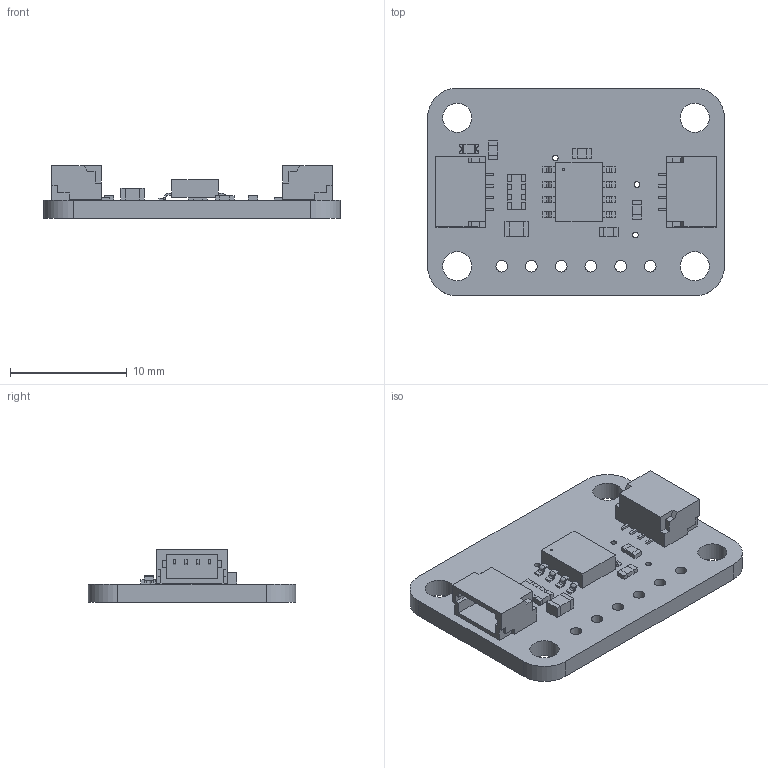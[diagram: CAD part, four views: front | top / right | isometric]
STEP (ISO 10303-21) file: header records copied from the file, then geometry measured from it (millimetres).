
FILE_DESCRIPTION(/* description */ (''),/* implementation_level */ '2;1');
FILE_NAME(/* name */ 'PCB Component.step',/* time_stamp */ '2023-04-18T11:40:17-04:00',/* author */ (''),/* organization */ (''),/* preprocessor_version */ 'ST-DEVELOPER v19.2',/* originating_system */ 'Autodesk Translation Framework v12.4.0.73',/* authorisation */ '');
FILE_SCHEMA (('AUTOMOTIVE_DESIGN { 1 0 10303 214 3 1 1 }'));
Length unit declared in the file: millimetre
Products named in the file (8): PCB Component; Board; 10uF; 10K; 10K Pack; STEMMA_I2C_QT; GREEN; ADT7410
Assembly tree (11 placements, depth 2):
  PCB Component
    Board
    10uF
    10K  x4
    10K Pack
    STEMMA_I2C_QT  x2
    GREEN
    ADT7410
Bounding box: 25.4 x 17.78 x 4.53 mm (x, y, z)
Volume: 784.4 mm3; surface area: 1543.1 mm2
Topology: 24 solids, 24 shells, 528 faces, 1406 edges, 936 vertices
Faces by surface type: plane 459, cylinder 65, bspline 4
Full cylindrical faces by diameter (mm): 0.199 x1, 0.483 x14, 1 x6, 2.5 x4
Entity records: 13014 total; most frequent: CARTESIAN_POINT 2240, ORIENTED_EDGE 2108, DIRECTION 2016, EDGE_CURVE 1054, LINE 916, VECTOR 916, VERTEX_POINT 702, AXIS2_PLACEMENT_3D 550
